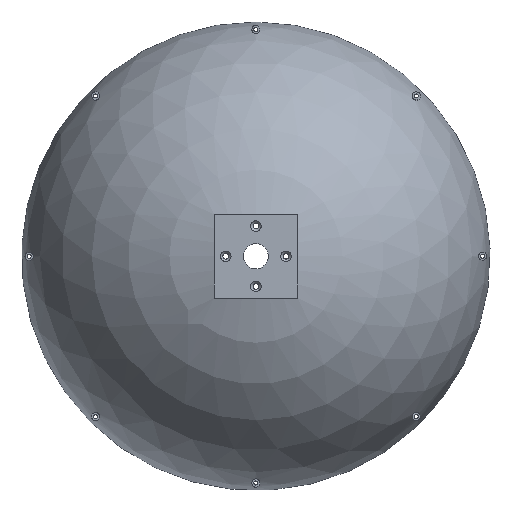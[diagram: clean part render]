
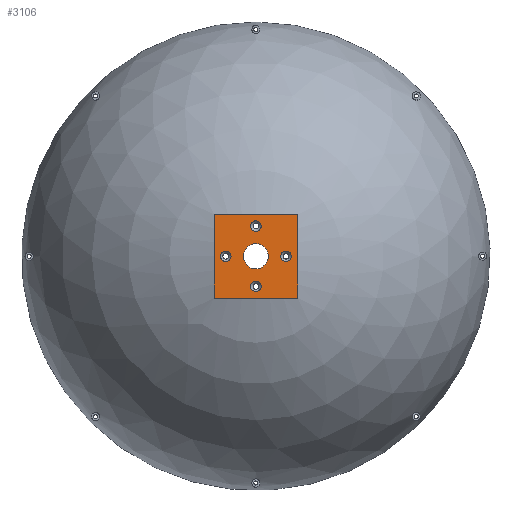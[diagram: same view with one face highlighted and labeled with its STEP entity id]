
A CAD part, front view. The second image highlights one B-rep face of the part: STEP entity #3106.
In plain terms, the highlighted planar face has unit normal (0, -1, 0).
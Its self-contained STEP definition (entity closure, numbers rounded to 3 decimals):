
#193=PLANE('',#3499);
#340=LINE('',#6555,#492);
#342=LINE('',#6559,#494);
#343=LINE('',#6561,#495);
#344=LINE('',#6562,#496);
#492=VECTOR('',#4379,10.);
#494=VECTOR('',#4383,10.);
#495=VECTOR('',#4384,10.);
#496=VECTOR('',#4385,10.);
#659=FACE_BOUND('',#1094,.T.);
#660=FACE_BOUND('',#1095,.T.);
#661=FACE_BOUND('',#1096,.T.);
#662=FACE_BOUND('',#1097,.T.);
#663=FACE_BOUND('',#1098,.T.);
#833=FACE_OUTER_BOUND('',#1093,.T.);
#1093=EDGE_LOOP('',(#2875,#2876,#2877,#2878));
#1094=EDGE_LOOP('',(#2879));
#1095=EDGE_LOOP('',(#2880));
#1096=EDGE_LOOP('',(#2881));
#1097=EDGE_LOOP('',(#2882));
#1098=EDGE_LOOP('',(#2883));
#1121=CIRCLE('',#3143,3.15);
#1124=CIRCLE('',#3148,3.15);
#1127=CIRCLE('',#3153,3.15);
#1130=CIRCLE('',#3158,3.15);
#1303=CIRCLE('',#3475,7.5);
#1324=VERTEX_POINT('',#4441);
#1327=VERTEX_POINT('',#4449);
#1330=VERTEX_POINT('',#4457);
#1333=VERTEX_POINT('',#4465);
#1598=VERTEX_POINT('',#6501);
#1614=VERTEX_POINT('',#6552);
#1615=VERTEX_POINT('',#6554);
#1616=VERTEX_POINT('',#6558);
#1617=VERTEX_POINT('',#6560);
#1623=EDGE_CURVE('',#1324,#1324,#1121,.T.);
#1626=EDGE_CURVE('',#1327,#1327,#1124,.T.);
#1629=EDGE_CURVE('',#1330,#1330,#1127,.T.);
#1632=EDGE_CURVE('',#1333,#1333,#1130,.T.);
#2017=EDGE_CURVE('',#1598,#1598,#1303,.T.);
#2042=EDGE_CURVE('',#1615,#1614,#340,.T.);
#2044=EDGE_CURVE('',#1616,#1614,#342,.T.);
#2045=EDGE_CURVE('',#1617,#1616,#343,.T.);
#2046=EDGE_CURVE('',#1617,#1615,#344,.T.);
#2875=ORIENTED_EDGE('',*,*,#2044,.F.);
#2876=ORIENTED_EDGE('',*,*,#2045,.F.);
#2877=ORIENTED_EDGE('',*,*,#2046,.T.);
#2878=ORIENTED_EDGE('',*,*,#2042,.T.);
#2879=ORIENTED_EDGE('',*,*,#1623,.T.);
#2880=ORIENTED_EDGE('',*,*,#1626,.T.);
#2881=ORIENTED_EDGE('',*,*,#1629,.T.);
#2882=ORIENTED_EDGE('',*,*,#1632,.T.);
#2883=ORIENTED_EDGE('',*,*,#2017,.F.);
#3106=ADVANCED_FACE('',(#833,#659,#660,#661,#662,#663),#193,.T.);
#3143=AXIS2_PLACEMENT_3D('',#4442,#3527,#3528);
#3148=AXIS2_PLACEMENT_3D('',#4450,#3537,#3538);
#3153=AXIS2_PLACEMENT_3D('',#4458,#3547,#3548);
#3158=AXIS2_PLACEMENT_3D('',#4466,#3557,#3558);
#3475=AXIS2_PLACEMENT_3D('',#6502,#4319,#4320);
#3499=AXIS2_PLACEMENT_3D('',#6557,#4381,#4382);
#3527=DIRECTION('center_axis',(0.,1.,0.));
#3528=DIRECTION('ref_axis',(1.,0.,0.));
#3537=DIRECTION('center_axis',(0.,1.,0.));
#3538=DIRECTION('ref_axis',(1.,0.,0.));
#3547=DIRECTION('center_axis',(0.,1.,0.));
#3548=DIRECTION('ref_axis',(1.,0.,0.));
#3557=DIRECTION('center_axis',(0.,1.,0.));
#3558=DIRECTION('ref_axis',(1.,0.,0.));
#4319=DIRECTION('center_axis',(0.,-1.,0.));
#4320=DIRECTION('ref_axis',(1.,0.,0.));
#4379=DIRECTION('',(0.,0.,1.));
#4381=DIRECTION('center_axis',(0.,-1.,0.));
#4382=DIRECTION('ref_axis',(0.,0.,1.));
#4383=DIRECTION('',(1.,0.,0.));
#4384=DIRECTION('',(0.,0.,1.));
#4385=DIRECTION('',(1.,0.,0.));
#4441=CARTESIAN_POINT('',(21.15,-140.,0.));
#4442=CARTESIAN_POINT('Origin',(18.,-140.,0.));
#4449=CARTESIAN_POINT('',(-14.85,-140.,0.));
#4450=CARTESIAN_POINT('Origin',(-18.,-140.,0.));
#4457=CARTESIAN_POINT('',(3.15,-140.,-18.));
#4458=CARTESIAN_POINT('Origin',(0.,-140.,-18.));
#4465=CARTESIAN_POINT('',(3.15,-140.,18.));
#4466=CARTESIAN_POINT('Origin',(0.,-140.,18.));
#6501=CARTESIAN_POINT('',(-7.5,-140.,0.));
#6502=CARTESIAN_POINT('Origin',(0.,-140.,0.));
#6552=CARTESIAN_POINT('',(25.,-140.,25.));
#6554=CARTESIAN_POINT('',(25.,-140.,-25.));
#6555=CARTESIAN_POINT('',(25.,-140.,25.));
#6557=CARTESIAN_POINT('Origin',(0.,-140.,-25.));
#6558=CARTESIAN_POINT('',(-25.,-140.,25.));
#6559=CARTESIAN_POINT('',(0.,-140.,25.));
#6560=CARTESIAN_POINT('',(-25.,-140.,-25.));
#6561=CARTESIAN_POINT('',(-25.,-140.,25.));
#6562=CARTESIAN_POINT('',(0.,-140.,-25.));
